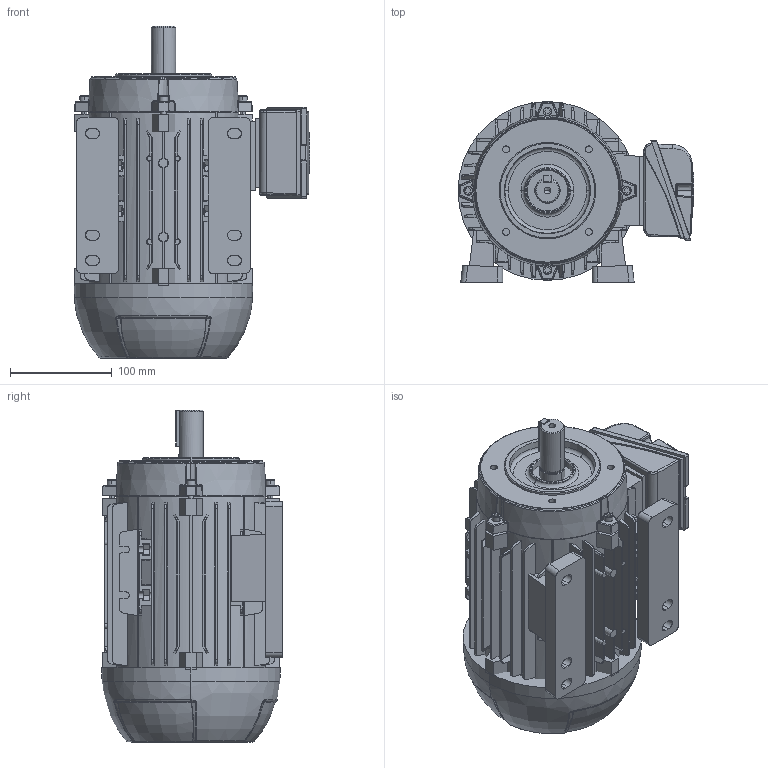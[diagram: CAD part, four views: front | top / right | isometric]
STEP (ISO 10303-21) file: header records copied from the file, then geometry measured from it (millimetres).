
FILE_DESCRIPTION (( 'STEP AP203' ), '1' );
FILE_NAME ('# IEC90 - B3E - M.STEP', '2022-05-26T12:47:02', ( '' ), ( '' ), 'SwSTEP 2.0', 'SolidWorks 2020', '' );
FILE_SCHEMA (( 'CONFIG_CONTROL_DESIGN' ));
Length unit declared in the file: millimetre
Products named in the file (17): Eixo Padrão IEC90 IR3_50.5137.077_IR2; Parafuso Altracs M5_10.5011.286 x 22; TABELA ROTORES IEC90 4P AC180_50.5295.098 - �89,50; IEC90_105006193teste_001_50.5307.041 - USINADA IR3; 505142045_505142045; # IEC90 - B3E - M; CDIN_50.5007.596- C-Din PadrÆo; 105007077; 105010010-6204 NSK_SKF - 6204 - 10,DE,NC,10_68; 105010019-6205 NSK_DIN 625 - 6205 - 12,DE,NC,12_68; IEC90_500014957teste_001_10.5007.074; 105007074_10.5007.074; 105006084_105006084; IEC90_500014958teste_001; 105007080_10.5007.080; IEC90_105032001teste_001_10.5032.018-8x7x36; 105006086_105006086
Assembly tree (14 placements, depth 3):
  TABELA ROTORES IEC90 4P AC180_50.5295.098 - �89,50
  # IEC90 - B3E - M
    IEC90_105006193teste_001_50.5307.041 - USINADA IR3
    105006084_105006084
    105006086_105006086
    505142045_505142045
      Eixo Padrão IEC90 IR3_50.5137.077_IR2
    Parafuso Altracs M5_10.5011.286 x 22  x4
    105007080_10.5007.080
    IEC90_105032001teste_001_10.5032.018-8x7x36
    CDIN_50.5007.596- C-Din PadrÆo
    IEC90_500014958teste_001
    IEC90_500014957teste_001_10.5007.074
  105007077
  105010010-6204 NSK_SKF - 6204 - 10,DE,NC,10_68
  105010019-6205 NSK_DIN 625 - 6205 - 12,DE,NC,12_68
Bounding box: 232.2 x 178 x 326.9 mm (x, y, z)
Volume: 5966906.2 mm3; surface area: 490413.9 mm2
Topology: 13 solids, 13 shells, 1620 faces, 4186 edges, 2639 vertices
Faces by surface type: plane 805, cylinder 309, bspline 227, cone 168, torus 71, sphere 40
Entity records: 58212 total; most frequent: CARTESIAN_POINT 21328, ORIENTED_EDGE 8024, DIRECTION 6501, EDGE_CURVE 4012, VERTEX_POINT 2549, AXIS2_PLACEMENT_3D 2174, VECTOR 2153, LINE 2153
